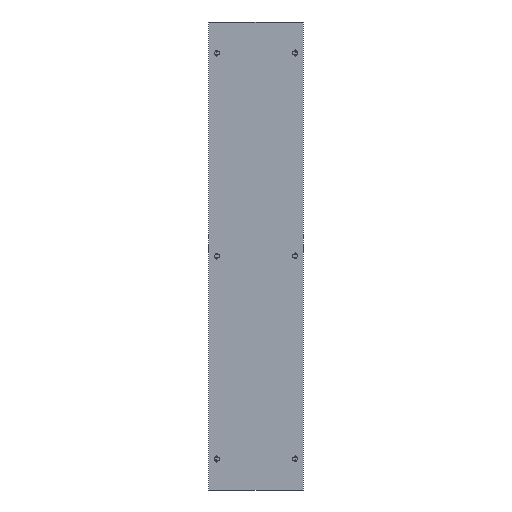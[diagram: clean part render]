
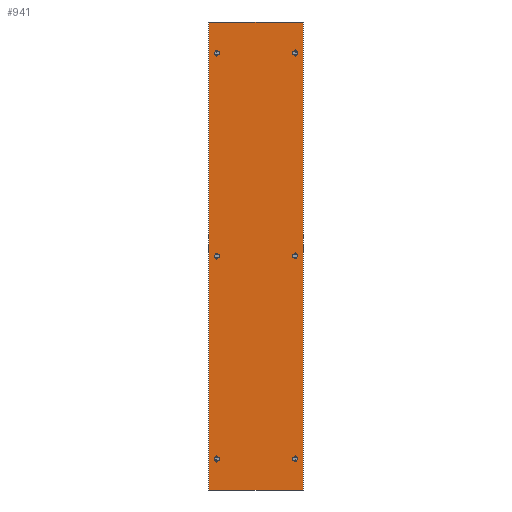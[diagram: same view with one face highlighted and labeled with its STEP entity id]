
A CAD part, front view. The second image highlights one B-rep face of the part: STEP entity #941.
In plain terms, the highlighted planar face has unit normal (0, -1, 0).
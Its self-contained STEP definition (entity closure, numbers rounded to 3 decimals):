
#1 = EDGE_LOOP ( 'NONE', ( #2618, #895 ) ) ;
#5 = CIRCLE ( 'NONE', #148, 8.25 ) ;
#24 = DIRECTION ( 'NONE',  ( 1., 0., 0. ) ) ;
#44 = CARTESIAN_POINT ( 'NONE',  ( -236.75, -1.25, 1500. ) ) ;
#50 = FACE_BOUND ( 'NONE', #1270, .T. ) ;
#55 = ORIENTED_EDGE ( 'NONE', *, *, #440, .F. ) ;
#73 = VECTOR ( 'NONE', #2174, 1000. ) ;
#148 = AXIS2_PLACEMENT_3D ( 'NONE', #1531, #442, #1996 ) ;
#212 = EDGE_CURVE ( 'NONE', #1723, #2167, #2741, .T. ) ;
#230 = AXIS2_PLACEMENT_3D ( 'NONE', #1052, #1492, #1970 ) ;
#231 = CARTESIAN_POINT ( 'NONE',  ( 245., -1.25, 2800. ) ) ;
#263 = CARTESIAN_POINT ( 'NONE',  ( -245., -1.25, 2800. ) ) ;
#282 = DIRECTION ( 'NONE',  ( 0., -1., 0. ) ) ;
#287 = VERTEX_POINT ( 'NONE', #559 ) ;
#344 = VERTEX_POINT ( 'NONE', #2413 ) ;
#345 = LINE ( 'NONE', #1080, #2133 ) ;
#347 = AXIS2_PLACEMENT_3D ( 'NONE', #771, #541, #2346 ) ;
#388 = FACE_BOUND ( 'NONE', #1, .T. ) ;
#394 = CARTESIAN_POINT ( 'NONE',  ( 236.75, -1.25, 1500. ) ) ;
#424 = LINE ( 'NONE', #2003, #2804 ) ;
#425 = DIRECTION ( 'NONE',  ( 0., -1., 0. ) ) ;
#440 = EDGE_CURVE ( 'NONE', #344, #1034, #671, .T. ) ;
#442 = DIRECTION ( 'NONE',  ( 0., -1., 0. ) ) ;
#443 = VERTEX_POINT ( 'NONE', #674 ) ;
#444 = AXIS2_PLACEMENT_3D ( 'NONE', #231, #425, #24 ) ;
#483 = EDGE_LOOP ( 'NONE', ( #705, #2645 ) ) ;
#488 = EDGE_CURVE ( 'NONE', #1484, #2226, #1015, .T. ) ;
#527 = CIRCLE ( 'NONE', #1468, 8.25 ) ;
#541 = DIRECTION ( 'NONE',  ( 0., 1., 0. ) ) ;
#559 = CARTESIAN_POINT ( 'NONE',  ( 253.25, -1.25, 200. ) ) ;
#566 = EDGE_CURVE ( 'NONE', #2226, #1484, #527, .T. ) ;
#609 = VERTEX_POINT ( 'NONE', #2331 ) ;
#634 = FACE_BOUND ( 'NONE', #483, .T. ) ;
#647 = AXIS2_PLACEMENT_3D ( 'NONE', #2875, #1537, #1733 ) ;
#654 = DIRECTION ( 'NONE',  ( 1., 0., 0. ) ) ;
#664 = DIRECTION ( 'NONE',  ( 1., 0., 0. ) ) ;
#671 = LINE ( 'NONE', #1166, #1542 ) ;
#674 = CARTESIAN_POINT ( 'NONE',  ( -253.25, -1.25, 1500. ) ) ;
#686 = CARTESIAN_POINT ( 'NONE',  ( -301.5, -1.25, 0. ) ) ;
#690 = ORIENTED_EDGE ( 'NONE', *, *, #488, .F. ) ;
#705 = ORIENTED_EDGE ( 'NONE', *, *, #1744, .F. ) ;
#715 = CIRCLE ( 'NONE', #2884, 8.25 ) ;
#725 = DIRECTION ( 'NONE',  ( 1., 0., 0. ) ) ;
#767 = CARTESIAN_POINT ( 'NONE',  ( 301.5, -1.25, 3000. ) ) ;
#771 = CARTESIAN_POINT ( 'NONE',  ( -304.25, -1.25, 3000. ) ) ;
#777 = CARTESIAN_POINT ( 'NONE',  ( -245., -1.25, 2800. ) ) ;
#803 = EDGE_CURVE ( 'NONE', #1870, #2085, #2066, .T. ) ;
#805 = EDGE_CURVE ( 'NONE', #2070, #609, #424, .T. ) ;
#867 = ORIENTED_EDGE ( 'NONE', *, *, #805, .T. ) ;
#878 = ORIENTED_EDGE ( 'NONE', *, *, #1024, .F. ) ;
#880 = ORIENTED_EDGE ( 'NONE', *, *, #566, .F. ) ;
#895 = ORIENTED_EDGE ( 'NONE', *, *, #1844, .F. ) ;
#903 = DIRECTION ( 'NONE',  ( 0., -1., 0. ) ) ;
#909 = FACE_BOUND ( 'NONE', #2764, .T. ) ;
#914 = ORIENTED_EDGE ( 'NONE', *, *, #212, .F. ) ;
#941 = ADVANCED_FACE ( 'NONE', ( #2458, #634, #1861, #388, #1228, #909, #50 ), #1884, .F. ) ;
#969 = CIRCLE ( 'NONE', #1848, 8.25 ) ;
#988 = DIRECTION ( 'NONE',  ( 1., 0., 0. ) ) ;
#1015 = CIRCLE ( 'NONE', #1429, 8.25 ) ;
#1024 = EDGE_CURVE ( 'NONE', #1634, #1077, #2096, .T. ) ;
#1034 = VERTEX_POINT ( 'NONE', #2644 ) ;
#1036 = CIRCLE ( 'NONE', #1416, 8.25 ) ;
#1052 = CARTESIAN_POINT ( 'NONE',  ( 245., -1.25, 200. ) ) ;
#1077 = VERTEX_POINT ( 'NONE', #1770 ) ;
#1080 = CARTESIAN_POINT ( 'NONE',  ( -301.5, -1.25, 3000. ) ) ;
#1166 = CARTESIAN_POINT ( 'NONE',  ( -304.25, -1.25, 3000. ) ) ;
#1167 = DIRECTION ( 'NONE',  ( 1., 0., 0. ) ) ;
#1197 = VERTEX_POINT ( 'NONE', #44 ) ;
#1228 = FACE_OUTER_BOUND ( 'NONE', #2512, .T. ) ;
#1239 = DIRECTION ( 'NONE',  ( 0., -1., 0. ) ) ;
#1270 = EDGE_LOOP ( 'NONE', ( #1669, #878 ) ) ;
#1339 = EDGE_CURVE ( 'NONE', #1034, #609, #2660, .T. ) ;
#1393 = CIRCLE ( 'NONE', #230, 8.25 ) ;
#1416 = AXIS2_PLACEMENT_3D ( 'NONE', #2499, #282, #1167 ) ;
#1423 = EDGE_CURVE ( 'NONE', #287, #2616, #5, .T. ) ;
#1424 = CARTESIAN_POINT ( 'NONE',  ( -253.25, -1.25, 200. ) ) ;
#1429 = AXIS2_PLACEMENT_3D ( 'NONE', #1792, #2471, #654 ) ;
#1468 = AXIS2_PLACEMENT_3D ( 'NONE', #1862, #2340, #988 ) ;
#1484 = VERTEX_POINT ( 'NONE', #1794 ) ;
#1488 = AXIS2_PLACEMENT_3D ( 'NONE', #263, #2065, #2294 ) ;
#1492 = DIRECTION ( 'NONE',  ( 0., -1., 0. ) ) ;
#1517 = EDGE_CURVE ( 'NONE', #1077, #1634, #2244, .T. ) ;
#1531 = CARTESIAN_POINT ( 'NONE',  ( 245., -1.25, 200. ) ) ;
#1537 = DIRECTION ( 'NONE',  ( 0., -1., 0. ) ) ;
#1541 = DIRECTION ( 'NONE',  ( 1., 0., 0. ) ) ;
#1542 = VECTOR ( 'NONE', #1541, 1000. ) ;
#1581 = AXIS2_PLACEMENT_3D ( 'NONE', #777, #1239, #2385 ) ;
#1634 = VERTEX_POINT ( 'NONE', #1867 ) ;
#1644 = CARTESIAN_POINT ( 'NONE',  ( 236.75, -1.25, 200. ) ) ;
#1669 = ORIENTED_EDGE ( 'NONE', *, *, #1517, .F. ) ;
#1723 = VERTEX_POINT ( 'NONE', #2363 ) ;
#1733 = DIRECTION ( 'NONE',  ( 1., 0., 0. ) ) ;
#1744 = EDGE_CURVE ( 'NONE', #1197, #443, #969, .T. ) ;
#1770 = CARTESIAN_POINT ( 'NONE',  ( 253.25, -1.25, 2800. ) ) ;
#1792 = CARTESIAN_POINT ( 'NONE',  ( -245., -1.25, 200. ) ) ;
#1794 = CARTESIAN_POINT ( 'NONE',  ( -236.75, -1.25, 200. ) ) ;
#1801 = DIRECTION ( 'NONE',  ( 1., 0., 0. ) ) ;
#1811 = EDGE_LOOP ( 'NONE', ( #690, #880 ) ) ;
#1828 = AXIS2_PLACEMENT_3D ( 'NONE', #2012, #903, #1801 ) ;
#1831 = ORIENTED_EDGE ( 'NONE', *, *, #1339, .F. ) ;
#1837 = CIRCLE ( 'NONE', #1488, 8.25 ) ;
#1844 = EDGE_CURVE ( 'NONE', #2616, #287, #1393, .T. ) ;
#1848 = AXIS2_PLACEMENT_3D ( 'NONE', #2572, #1906, #1914 ) ;
#1860 = EDGE_CURVE ( 'NONE', #344, #2070, #345, .T. ) ;
#1861 = FACE_BOUND ( 'NONE', #1811, .T. ) ;
#1862 = CARTESIAN_POINT ( 'NONE',  ( -245., -1.25, 200. ) ) ;
#1867 = CARTESIAN_POINT ( 'NONE',  ( 236.75, -1.25, 2800. ) ) ;
#1870 = VERTEX_POINT ( 'NONE', #394 ) ;
#1884 = PLANE ( 'NONE',  #347 ) ;
#1906 = DIRECTION ( 'NONE',  ( 0., -1., 0. ) ) ;
#1914 = DIRECTION ( 'NONE',  ( 1., 0., 0. ) ) ;
#1958 = ORIENTED_EDGE ( 'NONE', *, *, #2587, .F. ) ;
#1970 = DIRECTION ( 'NONE',  ( 1., 0., 0. ) ) ;
#1996 = DIRECTION ( 'NONE',  ( 1., 0., 0. ) ) ;
#2003 = CARTESIAN_POINT ( 'NONE',  ( -304.25, -1.25, 0. ) ) ;
#2012 = CARTESIAN_POINT ( 'NONE',  ( 245., -1.25, 1500. ) ) ;
#2045 = CARTESIAN_POINT ( 'NONE',  ( 245., -1.25, 1500. ) ) ;
#2065 = DIRECTION ( 'NONE',  ( 0., -1., 0. ) ) ;
#2066 = CIRCLE ( 'NONE', #1828, 8.25 ) ;
#2070 = VERTEX_POINT ( 'NONE', #686 ) ;
#2085 = VERTEX_POINT ( 'NONE', #2291 ) ;
#2096 = CIRCLE ( 'NONE', #647, 8.25 ) ;
#2101 = EDGE_CURVE ( 'NONE', #2085, #1870, #715, .T. ) ;
#2119 = EDGE_CURVE ( 'NONE', #443, #1197, #1036, .T. ) ;
#2133 = VECTOR ( 'NONE', #2652, 1000. ) ;
#2149 = ORIENTED_EDGE ( 'NONE', *, *, #803, .F. ) ;
#2167 = VERTEX_POINT ( 'NONE', #2786 ) ;
#2174 = DIRECTION ( 'NONE',  ( 0., 0., -1. ) ) ;
#2181 = ORIENTED_EDGE ( 'NONE', *, *, #1860, .T. ) ;
#2226 = VERTEX_POINT ( 'NONE', #1424 ) ;
#2244 = CIRCLE ( 'NONE', #444, 8.25 ) ;
#2275 = DIRECTION ( 'NONE',  ( 0., -1., 0. ) ) ;
#2291 = CARTESIAN_POINT ( 'NONE',  ( 253.25, -1.25, 1500. ) ) ;
#2294 = DIRECTION ( 'NONE',  ( 1., 0., 0. ) ) ;
#2331 = CARTESIAN_POINT ( 'NONE',  ( 301.5, -1.25, 0. ) ) ;
#2340 = DIRECTION ( 'NONE',  ( 0., -1., 0. ) ) ;
#2346 = DIRECTION ( 'NONE',  ( -1., 0., 0. ) ) ;
#2363 = CARTESIAN_POINT ( 'NONE',  ( -253.25, -1.25, 2800. ) ) ;
#2385 = DIRECTION ( 'NONE',  ( 1., 0., 0. ) ) ;
#2413 = CARTESIAN_POINT ( 'NONE',  ( -301.5, -1.25, 3000. ) ) ;
#2458 = FACE_BOUND ( 'NONE', #2688, .T. ) ;
#2471 = DIRECTION ( 'NONE',  ( 0., -1., 0. ) ) ;
#2499 = CARTESIAN_POINT ( 'NONE',  ( -245., -1.25, 1500. ) ) ;
#2512 = EDGE_LOOP ( 'NONE', ( #867, #1831, #55, #2181 ) ) ;
#2572 = CARTESIAN_POINT ( 'NONE',  ( -245., -1.25, 1500. ) ) ;
#2587 = EDGE_CURVE ( 'NONE', #2167, #1723, #1837, .T. ) ;
#2616 = VERTEX_POINT ( 'NONE', #1644 ) ;
#2618 = ORIENTED_EDGE ( 'NONE', *, *, #1423, .F. ) ;
#2644 = CARTESIAN_POINT ( 'NONE',  ( 301.5, -1.25, 3000. ) ) ;
#2645 = ORIENTED_EDGE ( 'NONE', *, *, #2119, .F. ) ;
#2652 = DIRECTION ( 'NONE',  ( 0., 0., -1. ) ) ;
#2660 = LINE ( 'NONE', #767, #73 ) ;
#2676 = ORIENTED_EDGE ( 'NONE', *, *, #2101, .F. ) ;
#2688 = EDGE_LOOP ( 'NONE', ( #2676, #2149 ) ) ;
#2741 = CIRCLE ( 'NONE', #1581, 8.25 ) ;
#2764 = EDGE_LOOP ( 'NONE', ( #1958, #914 ) ) ;
#2786 = CARTESIAN_POINT ( 'NONE',  ( -236.75, -1.25, 2800. ) ) ;
#2804 = VECTOR ( 'NONE', #664, 1000. ) ;
#2875 = CARTESIAN_POINT ( 'NONE',  ( 245., -1.25, 2800. ) ) ;
#2884 = AXIS2_PLACEMENT_3D ( 'NONE', #2045, #2275, #725 ) ;
